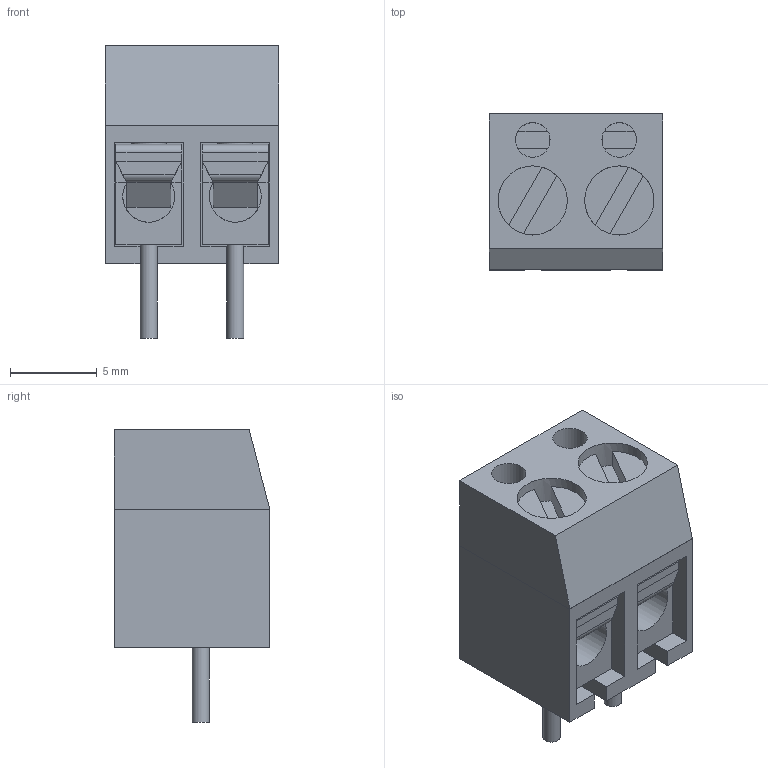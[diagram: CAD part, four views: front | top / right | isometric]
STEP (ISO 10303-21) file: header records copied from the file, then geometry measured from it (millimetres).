
FILE_DESCRIPTION(('FreeCAD Model'),'2;1');
FILE_NAME('Open CASCADE Shape Model','2022-02-22T08:58:01',('Author'),( ''),'Open CASCADE STEP processor 7.5','FreeCAD','Unknown');
FILE_SCHEMA(('AUTOMOTIVE_DESIGN { 1 0 10303 214 1 1 1 1 }'));
Length unit declared in the file: millimetre
Products named in the file (1): DG300-5.0-2P
Bounding box: 10 x 9 x 16.9 mm (x, y, z)
Volume: 802.7 mm3; surface area: 1671.8 mm2
Topology: 1 solids, 1 shells, 107 faces, 277 edges, 174 vertices
Faces by surface type: plane 89, cylinder 18
Full cylindrical faces by diameter (mm): 1 x2, 2 x6, 3 x2, 4 x4
Entity records: 8905 total; most frequent: CARTESIAN_POINT 2820, DIRECTION 1043, LINE 640, VECTOR 640, ORIENTED_EDGE 554, PCURVE 554, DEFINITIONAL_REPRESENTATION 554, EDGE_CURVE 277
